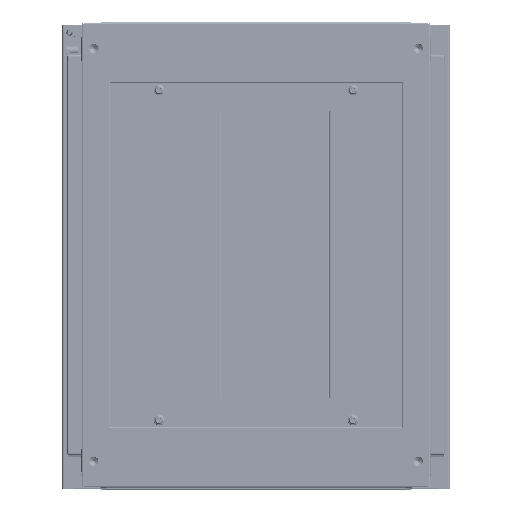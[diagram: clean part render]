
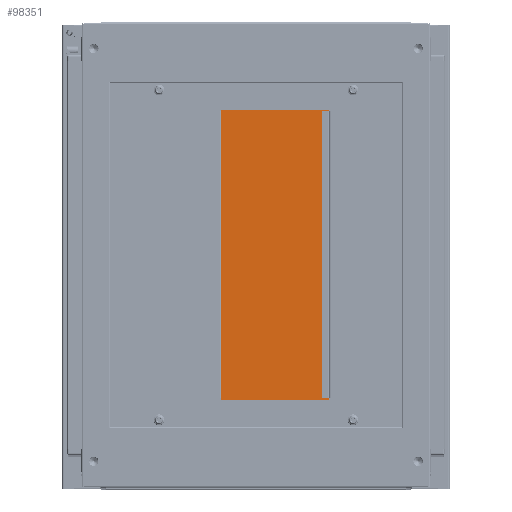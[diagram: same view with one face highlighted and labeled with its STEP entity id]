
A CAD part, top view. The second image highlights one B-rep face of the part: STEP entity #98351.
In plain terms, the highlighted face is planar.
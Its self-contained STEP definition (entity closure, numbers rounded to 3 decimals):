
#1805 = DIRECTION ( 'NONE',  ( 0., -1., 0. ) ) ;
#1814 = CARTESIAN_POINT ( 'NONE',  ( -185., -73., 1.5 ) ) ;
#1825 = DIRECTION ( 'NONE',  ( 1., 0., 0. ) ) ;
#1827 = CARTESIAN_POINT ( 'NONE',  ( -200., -74., 1.5 ) ) ;
#1844 = DIRECTION ( 'NONE',  ( 0., -1., 0. ) ) ;
#1851 = CARTESIAN_POINT ( 'NONE',  ( -200., 74., 1.5 ) ) ;
#1862 = DIRECTION ( 'NONE',  ( -1., 0., 0. ) ) ;
#1880 = DIRECTION ( 'NONE',  ( 0., 1., 0. ) ) ;
#1885 = CARTESIAN_POINT ( 'NONE',  ( -200., 74., 1.5 ) ) ;
#1888 = DIRECTION ( 'NONE',  ( -1., 0., 0. ) ) ;
#1899 = CARTESIAN_POINT ( 'NONE',  ( 185., -72.99, 1.5 ) ) ;
#11115 = LINE ( 'NONE', #95153, #11117 ) ;
#11117 = VECTOR ( 'NONE', #95154, 1000. ) ;
#11130 = LINE ( 'NONE', #95157, #11134 ) ;
#11134 = VECTOR ( 'NONE', #95158, 1000. ) ;
#16704 = CARTESIAN_POINT ( 'NONE',  ( -185., -74., 1.5 ) ) ;
#16707 = CARTESIAN_POINT ( 'NONE',  ( -200., -74., 1.5 ) ) ;
#16722 = CARTESIAN_POINT ( 'NONE',  ( -200., 74., 1.5 ) ) ;
#16737 = CARTESIAN_POINT ( 'NONE',  ( 200., 74., 1.5 ) ) ;
#16743 = CARTESIAN_POINT ( 'NONE',  ( 200., -74., 1.5 ) ) ;
#16749 = CARTESIAN_POINT ( 'NONE',  ( 185., -74., 1.5 ) ) ;
#16762 = CARTESIAN_POINT ( 'NONE',  ( -185., -72.99, 1.5 ) ) ;
#16770 = CARTESIAN_POINT ( 'NONE',  ( 185., -72.99, 1.5 ) ) ;
#26575 = VERTEX_POINT ( 'NONE', #16770 ) ;
#26577 = VERTEX_POINT ( 'NONE', #16762 ) ;
#26579 = VERTEX_POINT ( 'NONE', #16749 ) ;
#26580 = VERTEX_POINT ( 'NONE', #16743 ) ;
#26582 = VERTEX_POINT ( 'NONE', #16737 ) ;
#26585 = VERTEX_POINT ( 'NONE', #16722 ) ;
#26587 = VERTEX_POINT ( 'NONE', #16707 ) ;
#26588 = VERTEX_POINT ( 'NONE', #16704 ) ;
#38806 = LINE ( 'NONE', #1899, #38817 ) ;
#38810 = LINE ( 'NONE', #1885, #38829 ) ;
#38817 = VECTOR ( 'NONE', #1888, 1000. ) ;
#38821 = LINE ( 'NONE', #124064, #38825 ) ;
#38825 = VECTOR ( 'NONE', #1880, 1000. ) ;
#38829 = VECTOR ( 'NONE', #1862, 1000. ) ;
#38833 = LINE ( 'NONE', #1851, #38835 ) ;
#38835 = VECTOR ( 'NONE', #1844, 1000. ) ;
#38837 = LINE ( 'NONE', #1827, #38839 ) ;
#38839 = VECTOR ( 'NONE', #1825, 1000. ) ;
#38841 = LINE ( 'NONE', #1814, #38843 ) ;
#38843 = VECTOR ( 'NONE', #1805, 1000. ) ;
#44936 = CARTESIAN_POINT ( 'NONE',  ( -200., -74., 1.5 ) ) ;
#44953 = PLANE ( 'NONE',  #123505 ) ;
#44975 = DIRECTION ( 'NONE',  ( 0., 0., 1. ) ) ;
#44979 = DIRECTION ( 'NONE',  ( 1., 0., 0. ) ) ;
#50712 = ORIENTED_EDGE ( 'NONE', *, *, #59268, .F. ) ;
#50715 = ORIENTED_EDGE ( 'NONE', *, *, #59266, .T. ) ;
#50718 = ORIENTED_EDGE ( 'NONE', *, *, #59263, .T. ) ;
#50721 = ORIENTED_EDGE ( 'NONE', *, *, #59261, .T. ) ;
#50724 = ORIENTED_EDGE ( 'NONE', *, *, #59259, .T. ) ;
#50727 = ORIENTED_EDGE ( 'NONE', *, *, #97791, .T. ) ;
#50729 = ORIENTED_EDGE ( 'NONE', *, *, #97789, .T. ) ;
#50731 = ORIENTED_EDGE ( 'NONE', *, *, #59257, .F. ) ;
#53461 = FACE_OUTER_BOUND ( 'NONE', #107157, .T. ) ;
#59257 = EDGE_CURVE ( 'NONE', #26575, #26577, #38806, .T. ) ;
#59259 = EDGE_CURVE ( 'NONE', #26580, #26582, #38821, .T. ) ;
#59261 = EDGE_CURVE ( 'NONE', #26582, #26585, #38810, .T. ) ;
#59263 = EDGE_CURVE ( 'NONE', #26585, #26587, #38833, .T. ) ;
#59266 = EDGE_CURVE ( 'NONE', #26587, #26588, #38837, .T. ) ;
#59268 = EDGE_CURVE ( 'NONE', #26577, #26588, #38841, .T. ) ;
#95153 = CARTESIAN_POINT ( 'NONE',  ( 185., -73., 1.5 ) ) ;
#95154 = DIRECTION ( 'NONE',  ( 0., -1., 0. ) ) ;
#95157 = CARTESIAN_POINT ( 'NONE',  ( -200., -74., 1.5 ) ) ;
#95158 = DIRECTION ( 'NONE',  ( 1., 0., 0. ) ) ;
#97789 = EDGE_CURVE ( 'NONE', #26575, #26579, #11115, .T. ) ;
#97791 = EDGE_CURVE ( 'NONE', #26579, #26580, #11130, .T. ) ;
#98351 = ADVANCED_FACE ( 'NONE', ( #53461 ), #44953, .T. ) ;
#107157 = EDGE_LOOP ( 'NONE', ( #50731, #50729, #50727, #50724, #50721, #50718, #50715, #50712 ) ) ;
#123505 = AXIS2_PLACEMENT_3D ( 'NONE', #44936, #44975, #44979 ) ;
#124064 = CARTESIAN_POINT ( 'NONE',  ( 200., 74., 1.5 ) ) ;
